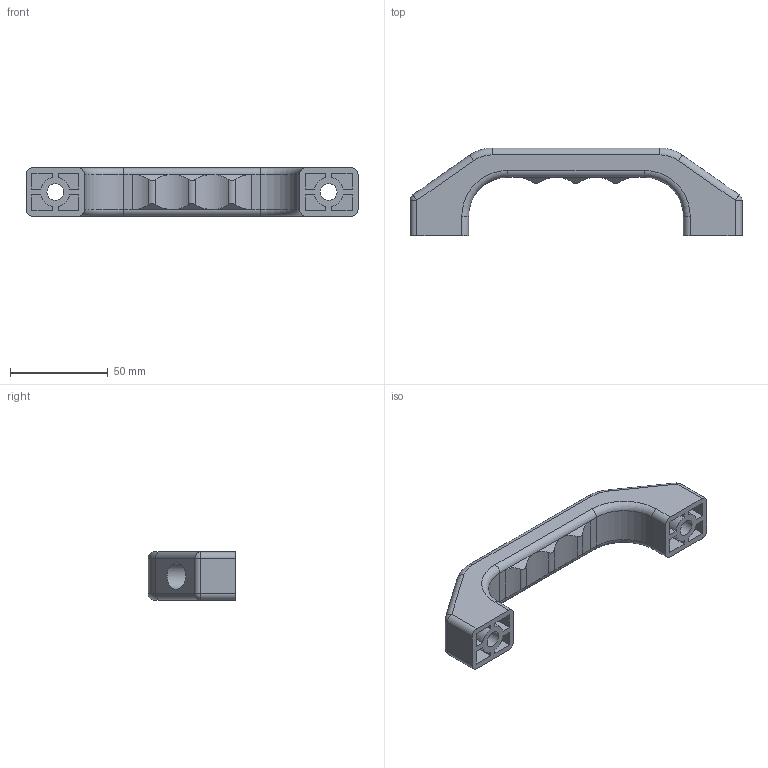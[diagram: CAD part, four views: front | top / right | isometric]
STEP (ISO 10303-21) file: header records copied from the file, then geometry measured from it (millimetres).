
FILE_DESCRIPTION((''),'2;1');
FILE_NAME('SZ0820S-A.stp','2013-08-27T13:18:31',('janine behrens'),(''),'Autodesk Inventor 2012','Autodesk Inventor 2012','');
FILE_SCHEMA(('AUTOMOTIVE_DESIGN { 1 0 10303 214 1 1 1 1 }'));
Length unit declared in the file: millimetre
Products named in the file (1): SZ0820S-A
Bounding box: 170 x 45 x 25 mm (x, y, z)
Volume: 76608.5 mm3; surface area: 22996.5 mm2
Topology: 1 solids, 1 shells, 114 faces, 272 edges, 170 vertices
Faces by surface type: plane 61, cylinder 41, torus 8, sphere 4
Full cylindrical faces by diameter (mm): 8.5 x2, 13.5 x2
Entity records: 3274 total; most frequent: DIRECTION 590, CARTESIAN_POINT 549, ORIENTED_EDGE 532, EDGE_CURVE 266, AXIS2_PLACEMENT_3D 209, VECTOR 172, LINE 172, VERTEX_POINT 168
